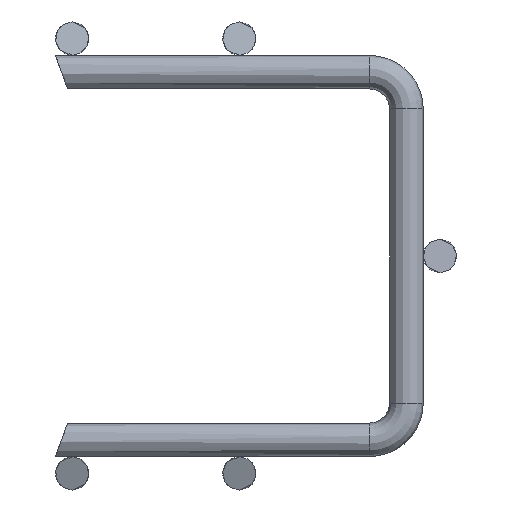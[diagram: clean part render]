
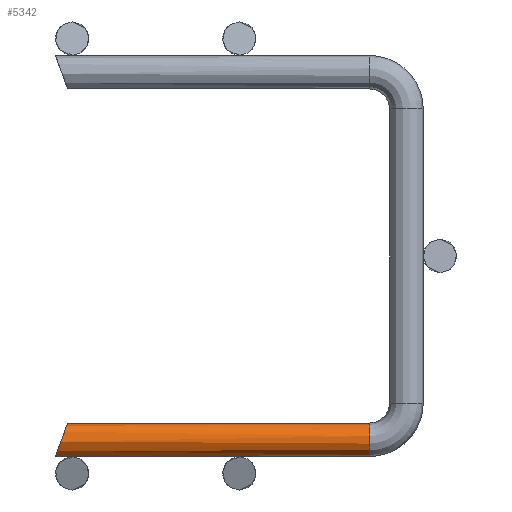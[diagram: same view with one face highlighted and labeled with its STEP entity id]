
A CAD part, left-side view. The second image highlights one B-rep face of the part: STEP entity #5342.
In plain terms, the highlighted cylindrical face has radius 2.5 mm (diameter 5 mm), a partial arc.
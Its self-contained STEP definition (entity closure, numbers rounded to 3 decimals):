
#134 = LINE ( 'NONE', #9308, #6483 ) ;
#137 = CARTESIAN_POINT ( 'NONE',  ( 0., 3., -30. ) ) ;
#239 =( BOUNDED_CURVE ( )  B_SPLINE_CURVE ( 3, ( #754, #811, #6183, #3148 ),
 .UNSPECIFIED., .F., .F. ) 
 B_SPLINE_CURVE_WITH_KNOTS ( ( 4, 4 ),
 ( 3.142, 6.283 ),
 .UNSPECIFIED. ) 
 CURVE ( )  GEOMETRIC_REPRESENTATION_ITEM ( )  RATIONAL_B_SPLINE_CURVE ( ( 1., 0.333, 0.333, 1. ) ) 
 REPRESENTATION_ITEM ( '' )  );
#306 = VECTOR ( 'NONE', #401, 1000. ) ;
#401 = DIRECTION ( 'NONE',  ( 0., 1., 0. ) ) ;
#722 = ORIENTED_EDGE ( 'NONE', *, *, #1658, .T. ) ;
#754 = CARTESIAN_POINT ( 'NONE',  ( 0., 48.18, -25. ) ) ;
#765 = CARTESIAN_POINT ( 'NONE',  ( 0., 3., -25. ) ) ;
#787 = AXIS2_PLACEMENT_3D ( 'NONE', #806, #6119, #7108 ) ;
#806 = CARTESIAN_POINT ( 'NONE',  ( 0., 3., -27.5 ) ) ;
#811 = CARTESIAN_POINT ( 'NONE',  ( -5., 48.18, -25. ) ) ;
#1210 = LINE ( 'NONE', #7312, #306 ) ;
#1658 = EDGE_CURVE ( 'NONE', #8336, #7436, #239, .T. ) ;
#2153 = VERTEX_POINT ( 'NONE', #137 ) ;
#3148 = CARTESIAN_POINT ( 'NONE',  ( 0., 50., -30. ) ) ;
#3607 = CYLINDRICAL_SURFACE ( 'NONE', #6636, 2.5 ) ;
#4224 = EDGE_CURVE ( 'NONE', #7171, #2153, #7274, .T. ) ;
#4264 = FACE_OUTER_BOUND ( 'NONE', #7089, .T. ) ;
#5342 = ADVANCED_FACE ( 'NONE', ( #4264 ), #3607, .T. ) ;
#5470 = ORIENTED_EDGE ( 'NONE', *, *, #4224, .F. ) ;
#5880 = CARTESIAN_POINT ( 'NONE',  ( 0., 3., -27.5 ) ) ;
#5894 = EDGE_CURVE ( 'NONE', #2153, #7436, #134, .T. ) ;
#6119 = DIRECTION ( 'NONE',  ( 0., -1., 0. ) ) ;
#6183 = CARTESIAN_POINT ( 'NONE',  ( -5., 50., -30. ) ) ;
#6311 = EDGE_CURVE ( 'NONE', #7171, #8336, #1210, .T. ) ;
#6443 = CARTESIAN_POINT ( 'NONE',  ( 0., 50., -30. ) ) ;
#6483 = VECTOR ( 'NONE', #9257, 1000. ) ;
#6636 = AXIS2_PLACEMENT_3D ( 'NONE', #5880, #6736, #9703 ) ;
#6736 = DIRECTION ( 'NONE',  ( 0., 1., 0. ) ) ;
#6902 = ORIENTED_EDGE ( 'NONE', *, *, #6311, .T. ) ;
#7089 = EDGE_LOOP ( 'NONE', ( #9267, #5470, #6902, #722 ) ) ;
#7108 = DIRECTION ( 'NONE',  ( 0., 0., -1. ) ) ;
#7171 = VERTEX_POINT ( 'NONE', #765 ) ;
#7274 = CIRCLE ( 'NONE', #787, 2.5 ) ;
#7312 = CARTESIAN_POINT ( 'NONE',  ( 0., 3., -25. ) ) ;
#7436 = VERTEX_POINT ( 'NONE', #6443 ) ;
#7661 = CARTESIAN_POINT ( 'NONE',  ( 0., 48.18, -25. ) ) ;
#8336 = VERTEX_POINT ( 'NONE', #7661 ) ;
#9257 = DIRECTION ( 'NONE',  ( 0., 1., 0. ) ) ;
#9267 = ORIENTED_EDGE ( 'NONE', *, *, #5894, .F. ) ;
#9308 = CARTESIAN_POINT ( 'NONE',  ( 0., 3., -30. ) ) ;
#9703 = DIRECTION ( 'NONE',  ( 0., 0., 1. ) ) ;
